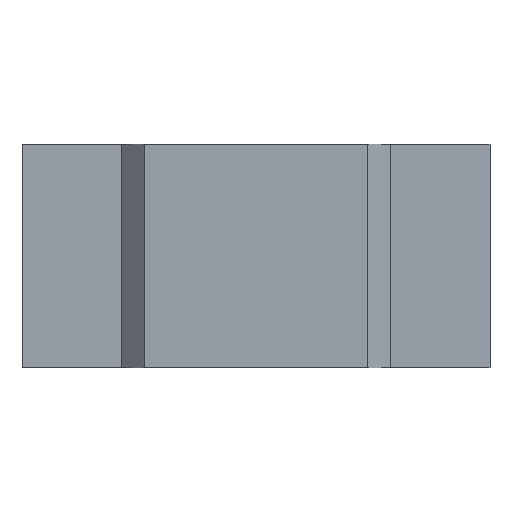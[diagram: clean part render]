
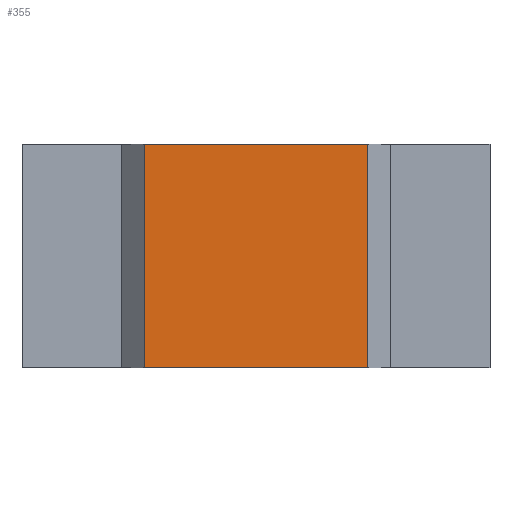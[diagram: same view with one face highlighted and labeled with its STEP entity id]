
A CAD part, top view. The second image highlights one B-rep face of the part: STEP entity #355.
In plain terms, the highlighted planar face has unit normal (0, 0, 1).
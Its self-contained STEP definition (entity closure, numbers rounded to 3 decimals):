
#51 = VERTEX_POINT('',#52);
#52 = CARTESIAN_POINT('',(2.502,2.502,0.97));
#58 = EDGE_CURVE('',#51,#59,#61,.T.);
#59 = VERTEX_POINT('',#60);
#60 = CARTESIAN_POINT('',(-2.502,2.502,0.97));
#61 = LINE('',#62,#63);
#62 = CARTESIAN_POINT('',(2.502,2.502,0.97));
#63 = VECTOR('',#64,1.);
#64 = DIRECTION('',(-1.,0.,0.));
#336 = EDGE_CURVE('',#59,#337,#339,.T.);
#337 = VERTEX_POINT('',#338);
#338 = CARTESIAN_POINT('',(-2.502,-2.502,0.97));
#339 = LINE('',#340,#341);
#340 = CARTESIAN_POINT('',(-2.502,2.502,0.97));
#341 = VECTOR('',#342,1.);
#342 = DIRECTION('',(0.,-1.,0.));
#355 = ADVANCED_FACE('',(#356),#374,.T.);
#356 = FACE_BOUND('',#357,.F.);
#357 = EDGE_LOOP('',(#358,#359,#367,#373));
#358 = ORIENTED_EDGE('',*,*,#58,.F.);
#359 = ORIENTED_EDGE('',*,*,#360,.T.);
#360 = EDGE_CURVE('',#51,#361,#363,.T.);
#361 = VERTEX_POINT('',#362);
#362 = CARTESIAN_POINT('',(2.502,-2.502,0.97));
#363 = LINE('',#364,#365);
#364 = CARTESIAN_POINT('',(2.502,2.502,0.97));
#365 = VECTOR('',#366,1.);
#366 = DIRECTION('',(0.,-1.,0.));
#367 = ORIENTED_EDGE('',*,*,#368,.T.);
#368 = EDGE_CURVE('',#361,#337,#369,.T.);
#369 = LINE('',#370,#371);
#370 = CARTESIAN_POINT('',(2.502,-2.502,0.97));
#371 = VECTOR('',#372,1.);
#372 = DIRECTION('',(-1.,0.,0.));
#373 = ORIENTED_EDGE('',*,*,#336,.F.);
#374 = PLANE('',#375);
#375 = AXIS2_PLACEMENT_3D('',#376,#377,#378);
#376 = CARTESIAN_POINT('',(2.502,2.502,0.97));
#377 = DIRECTION('',(0.,0.,1.));
#378 = DIRECTION('',(-1.,0.,0.));
